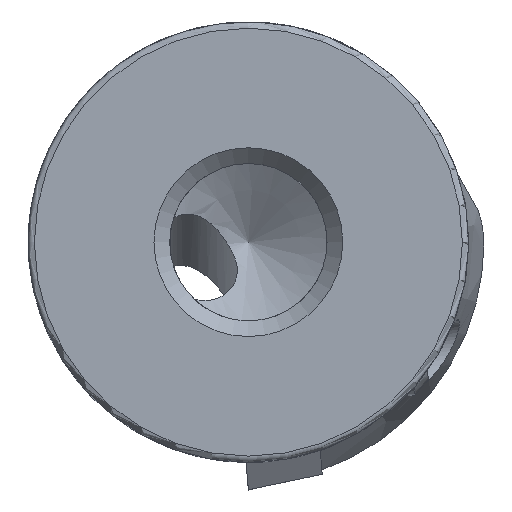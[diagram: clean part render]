
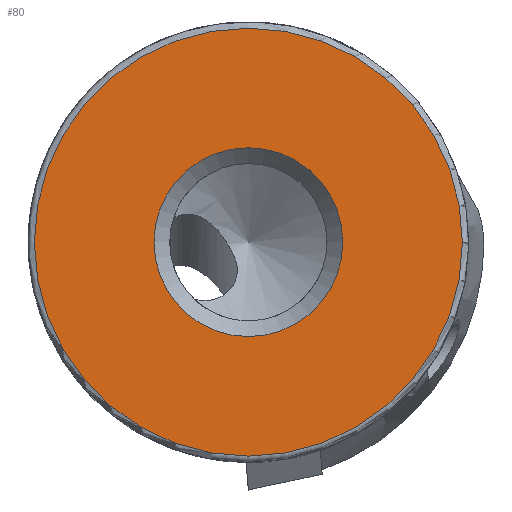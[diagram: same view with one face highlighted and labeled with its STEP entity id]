
A CAD part, left-side view. The second image highlights one B-rep face of the part: STEP entity #80.
In plain terms, the highlighted planar face has unit normal (-1, 0, 0).
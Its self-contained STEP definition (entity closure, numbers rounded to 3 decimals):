
#64 = AXIS2_PLACEMENT_3D ( 'NONE', #1003, #1516, #460 ) ;
#80 = ADVANCED_FACE ( 'NONE', ( #2410, #602 ), #313, .F. ) ;
#251 = CARTESIAN_POINT ( 'NONE',  ( -23., 0., 10.875 ) ) ;
#313 = PLANE ( 'NONE',  #2641 ) ;
#384 = EDGE_CURVE ( 'NONE', #1400, #1400, #1641, .T. ) ;
#460 = DIRECTION ( 'NONE',  ( 0., 0., 1. ) ) ;
#571 = CIRCLE ( 'NONE', #2335, 6.8 ) ;
#576 = ORIENTED_EDGE ( 'NONE', *, *, #384, .F. ) ;
#602 = FACE_BOUND ( 'NONE', #2743, .T. ) ;
#742 = EDGE_CURVE ( 'NONE', #2813, #2813, #571, .T. ) ;
#829 = DIRECTION ( 'NONE',  ( 1., 0., 0. ) ) ;
#836 = CARTESIAN_POINT ( 'NONE',  ( -23., 0., 7.875 ) ) ;
#1003 = CARTESIAN_POINT ( 'NONE',  ( -23., 0., 7.875 ) ) ;
#1400 = VERTEX_POINT ( 'NONE', #251 ) ;
#1516 = DIRECTION ( 'NONE',  ( -1., 0., 0. ) ) ;
#1641 = CIRCLE ( 'NONE', #64, 3. ) ;
#1982 = EDGE_LOOP ( 'NONE', ( #3166 ) ) ;
#2099 = DIRECTION ( 'NONE',  ( -1., 0., 0. ) ) ;
#2335 = AXIS2_PLACEMENT_3D ( 'NONE', #836, #2099, #2609 ) ;
#2360 = CARTESIAN_POINT ( 'NONE',  ( -23., 0., 0.875 ) ) ;
#2410 = FACE_OUTER_BOUND ( 'NONE', #1982, .T. ) ;
#2609 = DIRECTION ( 'NONE',  ( 0., 0., -1. ) ) ;
#2625 = DIRECTION ( 'NONE',  ( 0., 0., -1. ) ) ;
#2641 = AXIS2_PLACEMENT_3D ( 'NONE', #2360, #829, #2625 ) ;
#2743 = EDGE_LOOP ( 'NONE', ( #576 ) ) ;
#2813 = VERTEX_POINT ( 'NONE', #3078 ) ;
#3078 = CARTESIAN_POINT ( 'NONE',  ( -23., 0., 1.075 ) ) ;
#3166 = ORIENTED_EDGE ( 'NONE', *, *, #742, .T. ) ;
